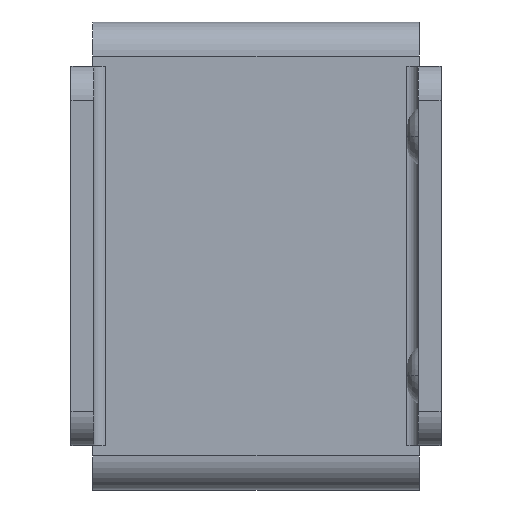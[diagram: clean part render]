
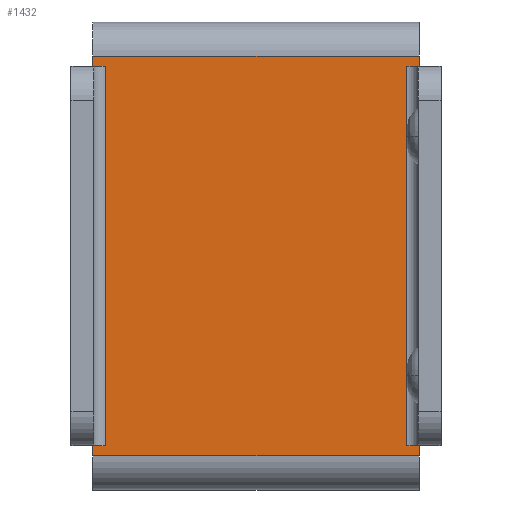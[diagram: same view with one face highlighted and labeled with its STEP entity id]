
A CAD part, front view. The second image highlights one B-rep face of the part: STEP entity #1432.
In plain terms, the highlighted planar face has unit normal (0, -1, 0).
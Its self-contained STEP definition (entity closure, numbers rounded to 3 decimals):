
#12 = ORIENTED_EDGE ( 'NONE', *, *, #602, .T. ) ;
#16 = EDGE_CURVE ( 'NONE', #1612, #950, #458, .T. ) ;
#35 = FACE_OUTER_BOUND ( 'NONE', #912, .T. ) ;
#47 = PLANE ( 'NONE',  #1185 ) ;
#56 = CARTESIAN_POINT ( 'NONE',  ( 0., -2., 16.65 ) ) ;
#74 = EDGE_CURVE ( 'NONE', #1612, #257, #1820, .T. ) ;
#144 = LINE ( 'NONE', #764, #620 ) ;
#161 = EDGE_CURVE ( 'NONE', #871, #1246, #195, .T. ) ;
#168 = CARTESIAN_POINT ( 'NONE',  ( 13.25, -2., 16.65 ) ) ;
#195 = LINE ( 'NONE', #1685, #1816 ) ;
#257 = VERTEX_POINT ( 'NONE', #1746 ) ;
#268 = DIRECTION ( 'NONE',  ( -1., 0., 0. ) ) ;
#277 = VERTEX_POINT ( 'NONE', #534 ) ;
#323 = DIRECTION ( 'NONE',  ( -1., 0., 0. ) ) ;
#353 = DIRECTION ( 'NONE',  ( 0., 0., 1. ) ) ;
#401 = VERTEX_POINT ( 'NONE', #1646 ) ;
#444 = CARTESIAN_POINT ( 'NONE',  ( 14.35, -2., -16.65 ) ) ;
#458 = LINE ( 'NONE', #1061, #1532 ) ;
#505 = CARTESIAN_POINT ( 'NONE',  ( -14.35, -2., -20.55 ) ) ;
#534 = CARTESIAN_POINT ( 'NONE',  ( 13.25, -2., -16.65 ) ) ;
#553 = ORIENTED_EDGE ( 'NONE', *, *, #1315, .F. ) ;
#567 = LINE ( 'NONE', #1881, #1556 ) ;
#587 = LINE ( 'NONE', #608, #812 ) ;
#602 = EDGE_CURVE ( 'NONE', #815, #277, #811, .T. ) ;
#608 = CARTESIAN_POINT ( 'NONE',  ( 14.35, -2., -20.55 ) ) ;
#620 = VECTOR ( 'NONE', #1203, 1000. ) ;
#623 = CARTESIAN_POINT ( 'NONE',  ( -13.25, -2., -16.65 ) ) ;
#643 = LINE ( 'NONE', #56, #825 ) ;
#644 = DIRECTION ( 'NONE',  ( 0., 0., -1. ) ) ;
#649 = VECTOR ( 'NONE', #1598, 1000. ) ;
#735 = CARTESIAN_POINT ( 'NONE',  ( -14.35, -2., 17.55 ) ) ;
#764 = CARTESIAN_POINT ( 'NONE',  ( 13.25, -2., 16.65 ) ) ;
#785 = DIRECTION ( 'NONE',  ( 0., -1., 0. ) ) ;
#805 = CARTESIAN_POINT ( 'NONE',  ( 14.35, -2., 17.55 ) ) ;
#811 = LINE ( 'NONE', #1085, #1421 ) ;
#812 = VECTOR ( 'NONE', #1187, 1000. ) ;
#815 = VERTEX_POINT ( 'NONE', #444 ) ;
#825 = VECTOR ( 'NONE', #1079, 1000. ) ;
#835 = CARTESIAN_POINT ( 'NONE',  ( -14.35, -2., -20.55 ) ) ;
#849 = LINE ( 'NONE', #1317, #649 ) ;
#857 = CARTESIAN_POINT ( 'NONE',  ( -14.35, -2., -16.65 ) ) ;
#871 = VERTEX_POINT ( 'NONE', #805 ) ;
#880 = VECTOR ( 'NONE', #1219, 1000. ) ;
#912 = EDGE_LOOP ( 'NONE', ( #1083, #1118, #1828, #1498, #1300, #553, #12, #1808, #1582, #1779, #1581, #1081 ) ) ;
#917 = VERTEX_POINT ( 'NONE', #1129 ) ;
#935 = CARTESIAN_POINT ( 'NONE',  ( 14.35, -2., -17.55 ) ) ;
#950 = VERTEX_POINT ( 'NONE', #977 ) ;
#969 = VECTOR ( 'NONE', #1736, 1000. ) ;
#977 = CARTESIAN_POINT ( 'NONE',  ( -14.35, -2., 16.65 ) ) ;
#1019 = EDGE_CURVE ( 'NONE', #401, #1037, #643, .T. ) ;
#1037 = VERTEX_POINT ( 'NONE', #168 ) ;
#1061 = CARTESIAN_POINT ( 'NONE',  ( 0., -2., 16.65 ) ) ;
#1079 = DIRECTION ( 'NONE',  ( -1., 0., 0. ) ) ;
#1081 = ORIENTED_EDGE ( 'NONE', *, *, #1435, .F. ) ;
#1083 = ORIENTED_EDGE ( 'NONE', *, *, #16, .F. ) ;
#1085 = CARTESIAN_POINT ( 'NONE',  ( 0., -2., -16.65 ) ) ;
#1118 = ORIENTED_EDGE ( 'NONE', *, *, #74, .T. ) ;
#1129 = CARTESIAN_POINT ( 'NONE',  ( -14.35, -2., -17.55 ) ) ;
#1130 = EDGE_CURVE ( 'NONE', #917, #1145, #1305, .T. ) ;
#1145 = VERTEX_POINT ( 'NONE', #857 ) ;
#1185 = AXIS2_PLACEMENT_3D ( 'NONE', #1251, #785, #644 ) ;
#1187 = DIRECTION ( 'NONE',  ( 0., 0., -1. ) ) ;
#1203 = DIRECTION ( 'NONE',  ( 0., 0., 1. ) ) ;
#1217 = VERTEX_POINT ( 'NONE', #935 ) ;
#1219 = DIRECTION ( 'NONE',  ( 0., 0., -1. ) ) ;
#1239 = DIRECTION ( 'NONE',  ( -1., 0., 0. ) ) ;
#1246 = VERTEX_POINT ( 'NONE', #735 ) ;
#1251 = CARTESIAN_POINT ( 'NONE',  ( -14.25, -2., -16.65 ) ) ;
#1300 = ORIENTED_EDGE ( 'NONE', *, *, #1600, .T. ) ;
#1305 = LINE ( 'NONE', #835, #1831 ) ;
#1315 = EDGE_CURVE ( 'NONE', #815, #1217, #587, .T. ) ;
#1317 = CARTESIAN_POINT ( 'NONE',  ( 14.35, -2., -20.55 ) ) ;
#1421 = VECTOR ( 'NONE', #1239, 1000. ) ;
#1432 = ADVANCED_FACE ( 'NONE', ( #35 ), #47, .T. ) ;
#1435 = EDGE_CURVE ( 'NONE', #950, #1246, #1853, .T. ) ;
#1478 = CARTESIAN_POINT ( 'NONE',  ( -13.25, -2., 16.65 ) ) ;
#1497 = VECTOR ( 'NONE', #353, 1000. ) ;
#1498 = ORIENTED_EDGE ( 'NONE', *, *, #1130, .F. ) ;
#1499 = EDGE_CURVE ( 'NONE', #257, #1145, #567, .T. ) ;
#1521 = EDGE_CURVE ( 'NONE', #871, #401, #849, .T. ) ;
#1532 = VECTOR ( 'NONE', #323, 1000. ) ;
#1551 = DIRECTION ( 'NONE',  ( -1., 0., 0. ) ) ;
#1556 = VECTOR ( 'NONE', #268, 1000. ) ;
#1581 = ORIENTED_EDGE ( 'NONE', *, *, #161, .T. ) ;
#1582 = ORIENTED_EDGE ( 'NONE', *, *, #1019, .F. ) ;
#1598 = DIRECTION ( 'NONE',  ( 0., 0., -1. ) ) ;
#1600 = EDGE_CURVE ( 'NONE', #917, #1217, #1913, .T. ) ;
#1610 = CARTESIAN_POINT ( 'NONE',  ( -14.25, -2., -17.55 ) ) ;
#1612 = VERTEX_POINT ( 'NONE', #1478 ) ;
#1626 = EDGE_CURVE ( 'NONE', #277, #1037, #144, .T. ) ;
#1646 = CARTESIAN_POINT ( 'NONE',  ( 14.35, -2., 16.65 ) ) ;
#1685 = CARTESIAN_POINT ( 'NONE',  ( -14.25, -2., 17.55 ) ) ;
#1736 = DIRECTION ( 'NONE',  ( 1., 0., 0. ) ) ;
#1746 = CARTESIAN_POINT ( 'NONE',  ( -13.25, -2., -16.65 ) ) ;
#1779 = ORIENTED_EDGE ( 'NONE', *, *, #1521, .F. ) ;
#1808 = ORIENTED_EDGE ( 'NONE', *, *, #1626, .T. ) ;
#1816 = VECTOR ( 'NONE', #1551, 1000. ) ;
#1820 = LINE ( 'NONE', #623, #880 ) ;
#1828 = ORIENTED_EDGE ( 'NONE', *, *, #1499, .T. ) ;
#1831 = VECTOR ( 'NONE', #1870, 1000. ) ;
#1853 = LINE ( 'NONE', #505, #1497 ) ;
#1870 = DIRECTION ( 'NONE',  ( 0., 0., 1. ) ) ;
#1881 = CARTESIAN_POINT ( 'NONE',  ( 0., -2., -16.65 ) ) ;
#1913 = LINE ( 'NONE', #1610, #969 ) ;
